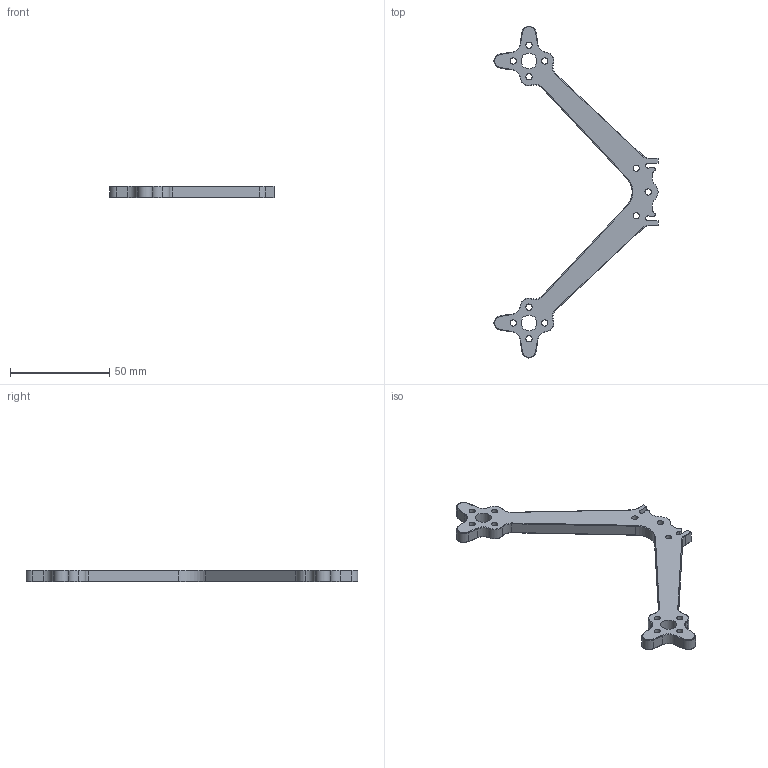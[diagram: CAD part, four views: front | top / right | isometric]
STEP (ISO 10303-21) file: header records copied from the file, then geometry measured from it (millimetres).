
FILE_DESCRIPTION(/* description */ (''),/* implementation_level */ '2;1');
FILE_NAME(/* name */ 'arm.step',/* time_stamp */ '2025-06-03T09:07:54+01:00',/* author */ (''),/* organization */ (''),/* preprocessor_version */ 'ST-DEVELOPER v20.1',/* originating_system */ 'Autodesk Translation Framework v14.10.0.0',/* authorisation */ '');
FILE_SCHEMA (('AUTOMOTIVE_DESIGN { 1 0 10303 214 3 1 1 }'));
Length unit declared in the file: millimetre
Products named in the file (2): Dash Frame; Arm
Assembly tree (1 placements, depth 2):
  Dash Frame
    Arm
Bounding box: 82.69 x 167.37 x 6 mm (x, y, z)
Volume: 15709.9 mm3; surface area: 9164.5 mm2
Topology: 1 solids, 1 shells, 139 faces, 343 edges, 206 vertices
Faces by surface type: cylinder 71, torus 42, plane 26
Full cylindrical faces by diameter (mm): 3.15 x11, 8 x2
Entity records: 4241 total; most frequent: DIRECTION 827, CARTESIAN_POINT 691, ORIENTED_EDGE 686, EDGE_CURVE 343, AXIS2_PLACEMENT_3D 342, VERTEX_POINT 206, CIRCLE 200, EDGE_LOOP 165
